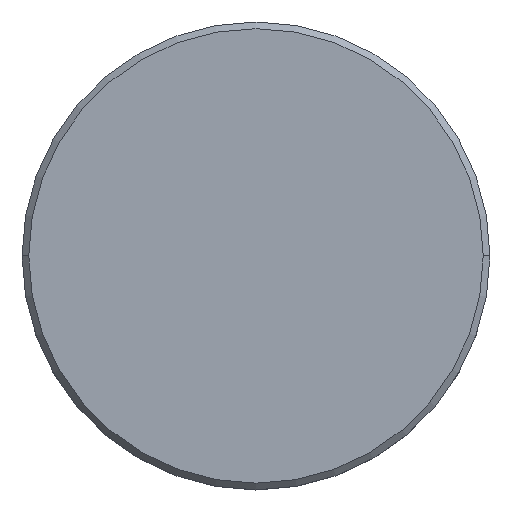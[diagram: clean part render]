
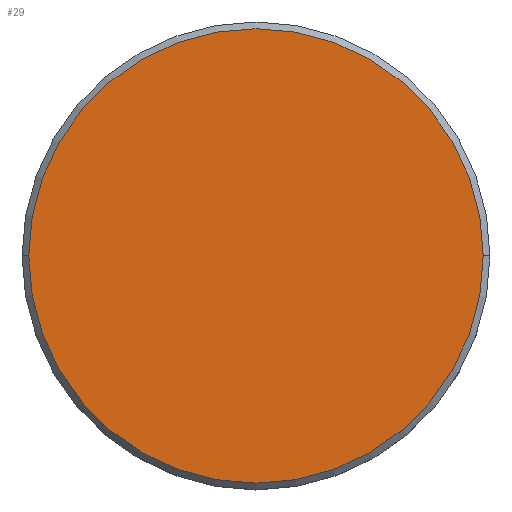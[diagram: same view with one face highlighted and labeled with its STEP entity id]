
A CAD part, top view. The second image highlights one B-rep face of the part: STEP entity #29.
In plain terms, the highlighted planar face has unit normal (0, 0, 1).
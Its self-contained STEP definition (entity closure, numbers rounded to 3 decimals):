
#22 = CARTESIAN_POINT ( 'NONE',  ( 17., 0., 0. ) ) ;
#29 = ADVANCED_FACE ( 'NONE', ( #112 ), #100, .T. ) ;
#31 = EDGE_CURVE ( 'NONE', #1116, #740, #43, .T. ) ;
#43 = CIRCLE ( 'NONE', #868, 17. ) ;
#100 = PLANE ( 'NONE',  #570 ) ;
#106 = ORIENTED_EDGE ( 'NONE', *, *, #1173, .T. ) ;
#112 = FACE_OUTER_BOUND ( 'NONE', #641, .T. ) ;
#308 = DIRECTION ( 'NONE',  ( 0., 0., 1. ) ) ;
#398 = DIRECTION ( 'NONE',  ( 0., 0., 1. ) ) ;
#487 = DIRECTION ( 'NONE',  ( 1., 0., 0. ) ) ;
#535 = CIRCLE ( 'NONE', #606, 17. ) ;
#570 = AXIS2_PLACEMENT_3D ( 'NONE', #1017, #398, #764 ) ;
#592 = CARTESIAN_POINT ( 'NONE',  ( 0., 0., 0. ) ) ;
#606 = AXIS2_PLACEMENT_3D ( 'NONE', #592, #308, #487 ) ;
#641 = EDGE_LOOP ( 'NONE', ( #106, #844 ) ) ;
#740 = VERTEX_POINT ( 'NONE', #1044 ) ;
#764 = DIRECTION ( 'NONE',  ( 1., 0., 0. ) ) ;
#844 = ORIENTED_EDGE ( 'NONE', *, *, #31, .T. ) ;
#868 = AXIS2_PLACEMENT_3D ( 'NONE', #1119, #913, #959 ) ;
#913 = DIRECTION ( 'NONE',  ( 0., 0., 1. ) ) ;
#959 = DIRECTION ( 'NONE',  ( 1., 0., 0. ) ) ;
#1017 = CARTESIAN_POINT ( 'NONE',  ( 0., 0., 0. ) ) ;
#1044 = CARTESIAN_POINT ( 'NONE',  ( -17., 0., 0. ) ) ;
#1116 = VERTEX_POINT ( 'NONE', #22 ) ;
#1119 = CARTESIAN_POINT ( 'NONE',  ( 0., 0., 0. ) ) ;
#1173 = EDGE_CURVE ( 'NONE', #740, #1116, #535, .T. ) ;
